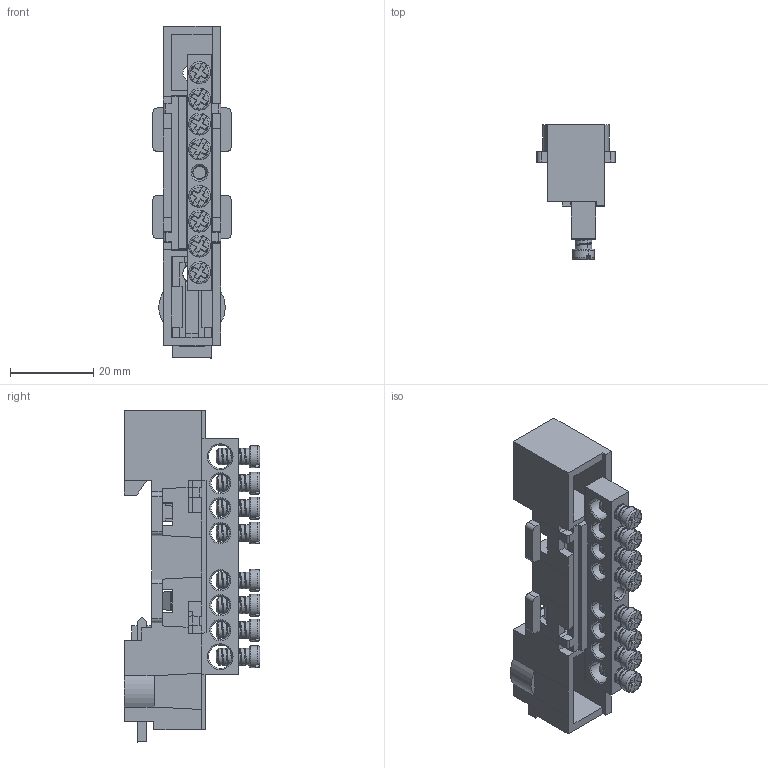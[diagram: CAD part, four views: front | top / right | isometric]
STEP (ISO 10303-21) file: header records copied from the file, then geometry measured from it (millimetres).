
FILE_DESCRIPTION (( 'STEP AP214' ), '1' );
FILE_NAME ('KSN-8 6õ9-08.STEP', '2023-11-17T11:48:34', ( '' ), ( '' ), 'SwSTEP 2.0', 'SolidWorks 2022', '' );
FILE_SCHEMA (( 'AUTOMOTIVE_DESIGN' ));
Length unit declared in the file: millimetre
Products named in the file (8): Подставка универсалM1_Каталог_2016_63А; SHBT-01.01 6х9; UHBT-4-6x9.08.00; Винт М4х8; KSN-8 6х9-08; защелка UH_каталог; UHBT-4-6x9.08.01; Винт М4х8 rezba
Assembly tree (14 placements, depth 3):
  KSN-8 6х9-08
    Подставка универсалM1_Каталог_2016_63А
    SHBT-01.01 6х9
    защелка UH_каталог
    Винт М4х8
    UHBT-4-6x9.08.00
      UHBT-4-6x9.08.01
      Винт М4х8 rezba  x8
Bounding box: 18.8 x 32.6 x 80 mm (x, y, z)
Volume: 11902.4 mm3; surface area: 14682.3 mm2
Topology: 13 solids, 13 shells, 811 faces, 2256 edges, 1454 vertices
Faces by surface type: plane 451, cylinder 232, cone 76, torus 36, bspline 16
Entity records: 17749 total; most frequent: CARTESIAN_POINT 4208, ORIENTED_EDGE 2804, DIRECTION 2543, EDGE_CURVE 1402, VECTOR 1039, LINE 1039, VERTEX_POINT 894, AXIS2_PLACEMENT_3D 752
